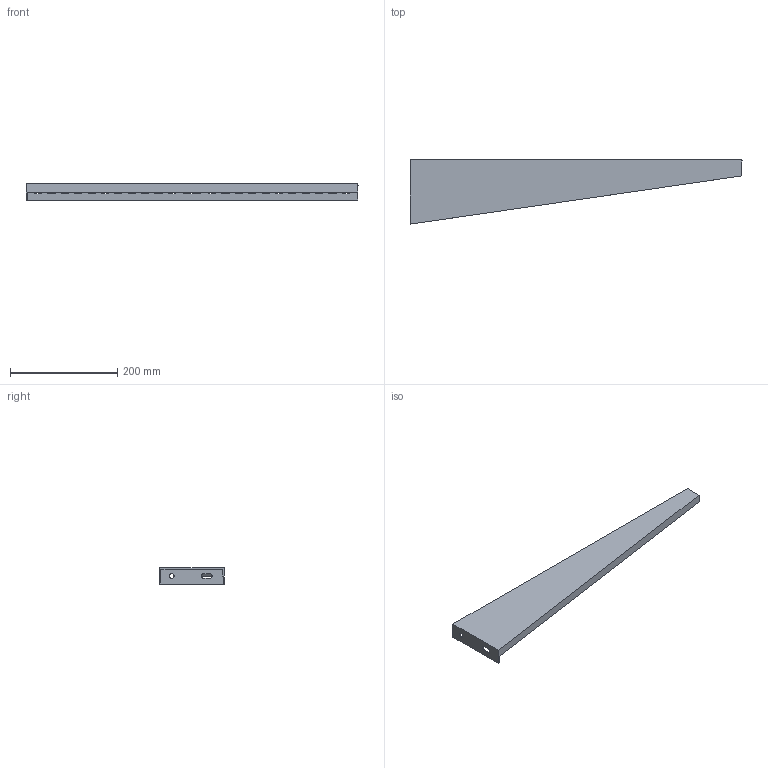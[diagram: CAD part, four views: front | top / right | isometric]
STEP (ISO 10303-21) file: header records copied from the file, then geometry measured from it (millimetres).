
FILE_DESCRIPTION (( 'STEP AP203' ), '1' );
FILE_NAME ('CLP1CW-600-1 Êðîíøòåéí íàñòåííûé îñí.600 ìì.STEP', '2016-03-16T06:25:10', ( '' ), ( '' ), 'SwSTEP 2.0', 'SolidWorks 2014', '' );
FILE_SCHEMA (( 'CONFIG_CONTROL_DESIGN' ));
Length unit declared in the file: millimetre
Products named in the file (1): CLP1CW-600-1 Êðîíøòåéí íàñòåííûé îñí.600 ìì
Bounding box: 620 x 120 x 30 mm (x, y, z)
Volume: 145504.5 mm3; surface area: 150365.2 mm2
Topology: 1 solids, 1 shells, 112 faces, 328 edges, 218 vertices
Faces by surface type: plane 62, cylinder 50
Full cylindrical faces by diameter (mm): 9 x1
Entity records: 3899 total; most frequent: CARTESIAN_POINT 668, ORIENTED_EDGE 652, DIRECTION 646, EDGE_CURVE 326, VECTOR 226, LINE 226, VERTEX_POINT 217, AXIS2_PLACEMENT_3D 210
